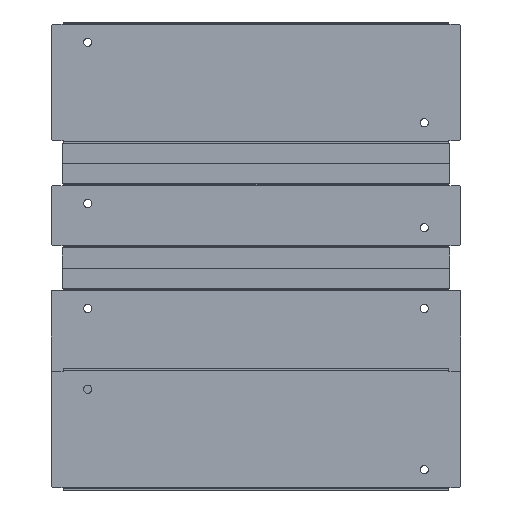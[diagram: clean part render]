
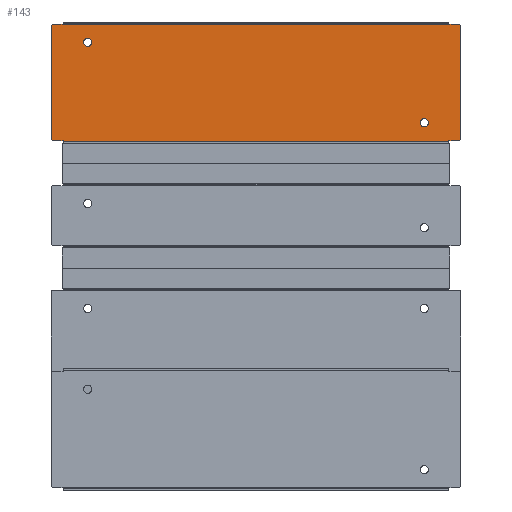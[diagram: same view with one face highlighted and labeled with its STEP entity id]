
A CAD part, front view. The second image highlights one B-rep face of the part: STEP entity #143.
In plain terms, the highlighted planar face has unit normal (0, -1, 0).
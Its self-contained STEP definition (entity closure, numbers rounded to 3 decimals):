
#143=ADVANCED_FACE('',(#351,#352,#353),#354,.F.);
#351=FACE_OUTER_BOUND('',#687,.T.);
#352=FACE_BOUND('',#688,.T.);
#353=FACE_BOUND('',#689,.T.);
#354=PLANE('',#690);
#687=EDGE_LOOP('',(#1270,#1271,#1272,#1273,#1274,#1275,#1276,#1277,#1278,#1279,#1280,#1281,#1282,#1283,#1284,#1285));
#688=EDGE_LOOP('',(#1286,#1287));
#689=EDGE_LOOP('',(#1288,#1289));
#690=AXIS2_PLACEMENT_3D('',#1290,#1291,#1292);
#1270=ORIENTED_EDGE('',*,*,#2283,.T.);
#1271=ORIENTED_EDGE('',*,*,#2284,.F.);
#1272=ORIENTED_EDGE('',*,*,#2285,.F.);
#1273=ORIENTED_EDGE('',*,*,#2286,.F.);
#1274=ORIENTED_EDGE('',*,*,#2287,.F.);
#1275=ORIENTED_EDGE('',*,*,#2288,.F.);
#1276=ORIENTED_EDGE('',*,*,#2289,.T.);
#1277=ORIENTED_EDGE('',*,*,#2290,.T.);
#1278=ORIENTED_EDGE('',*,*,#2291,.T.);
#1279=ORIENTED_EDGE('',*,*,#2292,.F.);
#1280=ORIENTED_EDGE('',*,*,#2293,.F.);
#1281=ORIENTED_EDGE('',*,*,#2294,.F.);
#1282=ORIENTED_EDGE('',*,*,#2295,.F.);
#1283=ORIENTED_EDGE('',*,*,#2296,.F.);
#1284=ORIENTED_EDGE('',*,*,#2297,.T.);
#1285=ORIENTED_EDGE('',*,*,#2298,.F.);
#1286=ORIENTED_EDGE('',*,*,#2282,.T.);
#1287=ORIENTED_EDGE('',*,*,#2280,.T.);
#1288=ORIENTED_EDGE('',*,*,#2299,.T.);
#1289=ORIENTED_EDGE('',*,*,#2300,.T.);
#1290=CARTESIAN_POINT('',(0.0,-1.5,90.0));
#1291=DIRECTION('',(0.0,1.0,0.0));
#1292=DIRECTION('',(0.0,0.0,-1.0));
#2280=EDGE_CURVE('',#2733,#2731,#2734,.T.);
#2282=EDGE_CURVE('',#2731,#2733,#2736,.T.);
#2283=EDGE_CURVE('',#2737,#2738,#2739,.T.);
#2284=EDGE_CURVE('',#2740,#2738,#2741,.T.);
#2285=EDGE_CURVE('',#2742,#2740,#2743,.T.);
#2286=EDGE_CURVE('',#2744,#2742,#2745,.T.);
#2287=EDGE_CURVE('',#2746,#2744,#2747,.T.);
#2288=EDGE_CURVE('',#2748,#2746,#2749,.T.);
#2289=EDGE_CURVE('',#2748,#2750,#2751,.T.);
#2290=EDGE_CURVE('',#2750,#2752,#2753,.T.);
#2291=EDGE_CURVE('',#2752,#2754,#2755,.T.);
#2292=EDGE_CURVE('',#2756,#2754,#2757,.T.);
#2293=EDGE_CURVE('',#2758,#2756,#2759,.T.);
#2294=EDGE_CURVE('',#2760,#2758,#2761,.T.);
#2295=EDGE_CURVE('',#2762,#2760,#2763,.T.);
#2296=EDGE_CURVE('',#2764,#2762,#2765,.T.);
#2297=EDGE_CURVE('',#2764,#2766,#2767,.T.);
#2298=EDGE_CURVE('',#2737,#2766,#2768,.T.);
#2299=EDGE_CURVE('',#2769,#2770,#2771,.T.);
#2300=EDGE_CURVE('',#2770,#2769,#2772,.T.);
#2731=VERTEX_POINT('',#3419);
#2733=VERTEX_POINT('',#3422);
#2734=CIRCLE('',#3423,5.1);
#2736=CIRCLE('',#3426,5.1);
#2737=VERTEX_POINT('',#3427);
#2738=VERTEX_POINT('',#3428);
#2739=CIRCLE('',#3429,0.5);
#2740=VERTEX_POINT('',#3430);
#2741=LINE('',#3431,#3432);
#2742=VERTEX_POINT('',#3433);
#2743=LINE('',#3434,#3435);
#2744=VERTEX_POINT('',#3436);
#2745=LINE('',#3437,#3438);
#2746=VERTEX_POINT('',#3439);
#2747=LINE('',#3440,#3441);
#2748=VERTEX_POINT('',#3442);
#2749=LINE('',#3443,#3444);
#2750=VERTEX_POINT('',#3445);
#2751=CIRCLE('',#3446,0.5);
#2752=VERTEX_POINT('',#3447);
#2753=LINE('',#3448,#3449);
#2754=VERTEX_POINT('',#3450);
#2755=CIRCLE('',#3451,0.5);
#2756=VERTEX_POINT('',#3452);
#2757=LINE('',#3453,#3454);
#2758=VERTEX_POINT('',#3455);
#2759=LINE('',#3456,#3457);
#2760=VERTEX_POINT('',#3458);
#2761=LINE('',#3459,#3460);
#2762=VERTEX_POINT('',#3461);
#2763=LINE('',#3462,#3463);
#2764=VERTEX_POINT('',#3464);
#2765=LINE('',#3465,#3466);
#2766=VERTEX_POINT('',#3467);
#2767=CIRCLE('',#3468,0.5);
#2768=LINE('',#3469,#3470);
#2769=VERTEX_POINT('',#3471);
#2770=VERTEX_POINT('',#3472);
#2771=CIRCLE('',#3473,5.1);
#2772=CIRCLE('',#3474,5.1);
#3419=CARTESIAN_POINT('',(-208.5,-1.5,224.9));
#3422=CARTESIAN_POINT('',(-208.5,-1.5,235.1));
#3423=AXIS2_PLACEMENT_3D('',#4228,#4229,#4230);
#3426=AXIS2_PLACEMENT_3D('',#4232,#4233,#4234);
#3427=CARTESIAN_POINT('',(-238.5,-1.5,252.5));
#3428=CARTESIAN_POINT('',(-239.0,-1.5,252.0));
#3429=AXIS2_PLACEMENT_3D('',#4235,#4236,#4237);
#3430=CARTESIAN_POINT('',(-252.5,-1.5,252.0));
#3431=CARTESIAN_POINT('',(-252.5,-1.5,252.0));
#3432=VECTOR('',#4238,13.5);
#3433=CARTESIAN_POINT('',(-253.5,-1.5,251.0));
#3434=CARTESIAN_POINT('',(-253.5,-1.5,251.0));
#3435=VECTOR('',#4239,1.414);
#3436=CARTESIAN_POINT('',(-253.5,-1.5,109.0));
#3437=CARTESIAN_POINT('',(-253.5,-1.5,109.0));
#3438=VECTOR('',#4240,142.0);
#3439=CARTESIAN_POINT('',(-252.5,-1.5,108.0));
#3440=CARTESIAN_POINT('',(-252.5,-1.5,108.0));
#3441=VECTOR('',#4241,1.414);
#3442=CARTESIAN_POINT('',(-239.0,-1.5,108.0));
#3443=CARTESIAN_POINT('',(-239.0,-1.5,108.0));
#3444=VECTOR('',#4242,13.5);
#3445=CARTESIAN_POINT('',(-238.5,-1.5,107.5));
#3446=AXIS2_PLACEMENT_3D('',#4243,#4244,#4245);
#3447=CARTESIAN_POINT('',(238.5,-1.5,107.5));
#3448=CARTESIAN_POINT('',(-238.5,-1.5,107.5));
#3449=VECTOR('',#4246,477.0);
#3450=CARTESIAN_POINT('',(239.0,-1.5,108.0));
#3451=AXIS2_PLACEMENT_3D('',#4247,#4248,#4249);
#3452=CARTESIAN_POINT('',(252.5,-1.5,108.0));
#3453=CARTESIAN_POINT('',(252.5,-1.5,108.0));
#3454=VECTOR('',#4250,13.5);
#3455=CARTESIAN_POINT('',(253.5,-1.5,109.0));
#3456=CARTESIAN_POINT('',(253.5,-1.5,109.0));
#3457=VECTOR('',#4251,1.414);
#3458=CARTESIAN_POINT('',(253.5,-1.5,251.0));
#3459=CARTESIAN_POINT('',(253.5,-1.5,251.0));
#3460=VECTOR('',#4252,142.0);
#3461=CARTESIAN_POINT('',(252.5,-1.5,252.0));
#3462=CARTESIAN_POINT('',(252.5,-1.5,252.0));
#3463=VECTOR('',#4253,1.414);
#3464=CARTESIAN_POINT('',(239.0,-1.5,252.0));
#3465=CARTESIAN_POINT('',(239.0,-1.5,252.0));
#3466=VECTOR('',#4254,13.5);
#3467=CARTESIAN_POINT('',(238.5,-1.5,252.5));
#3468=AXIS2_PLACEMENT_3D('',#4255,#4256,#4257);
#3469=CARTESIAN_POINT('',(-238.5,-1.5,252.5));
#3470=VECTOR('',#4258,477.0);
#3471=CARTESIAN_POINT('',(208.5,-1.5,124.9));
#3472=CARTESIAN_POINT('',(208.5,-1.5,135.1));
#3473=AXIS2_PLACEMENT_3D('',#4259,#4260,#4261);
#3474=AXIS2_PLACEMENT_3D('',#4262,#4263,#4264);
#4228=CARTESIAN_POINT('',(-208.5,-1.5,230.0));
#4229=DIRECTION('',(0.0,1.0,0.0));
#4230=DIRECTION('',(0.0,0.0,1.0));
#4232=CARTESIAN_POINT('',(-208.5,-1.5,230.0));
#4233=DIRECTION('',(0.0,1.0,0.0));
#4234=DIRECTION('',(0.0,0.0,-1.0));
#4235=CARTESIAN_POINT('',(-239.0,-1.5,252.5));
#4236=DIRECTION('',(-0.0,1.0,0.0));
#4237=DIRECTION('',(1.0,0.0,0.0));
#4238=DIRECTION('',(1.0,0.0,0.0));
#4239=DIRECTION('',(0.707,0.0,0.707));
#4240=DIRECTION('',(0.0,0.0,1.0));
#4241=DIRECTION('',(-0.707,0.0,0.707));
#4242=DIRECTION('',(-1.0,0.0,0.0));
#4243=CARTESIAN_POINT('',(-239.0,-1.5,107.5));
#4244=DIRECTION('',(0.0,1.0,0.0));
#4245=DIRECTION('',(0.0,0.0,1.0));
#4246=DIRECTION('',(1.0,0.0,0.0));
#4247=CARTESIAN_POINT('',(239.0,-1.5,107.5));
#4248=DIRECTION('',(0.0,1.0,0.0));
#4249=DIRECTION('',(-1.0,0.0,0.0));
#4250=DIRECTION('',(-1.0,0.0,0.0));
#4251=DIRECTION('',(-0.707,0.0,-0.707));
#4252=DIRECTION('',(0.0,0.0,-1.0));
#4253=DIRECTION('',(0.707,0.0,-0.707));
#4254=DIRECTION('',(1.0,0.0,0.0));
#4255=CARTESIAN_POINT('',(239.0,-1.5,252.5));
#4256=DIRECTION('',(0.0,1.0,0.0));
#4257=DIRECTION('',(0.0,0.0,-1.0));
#4258=DIRECTION('',(1.0,0.0,0.0));
#4259=CARTESIAN_POINT('',(208.5,-1.5,130.0));
#4260=DIRECTION('',(0.0,1.0,0.0));
#4261=DIRECTION('',(0.0,0.0,-1.0));
#4262=CARTESIAN_POINT('',(208.5,-1.5,130.0));
#4263=DIRECTION('',(0.0,1.0,0.0));
#4264=DIRECTION('',(0.0,0.0,1.0));
